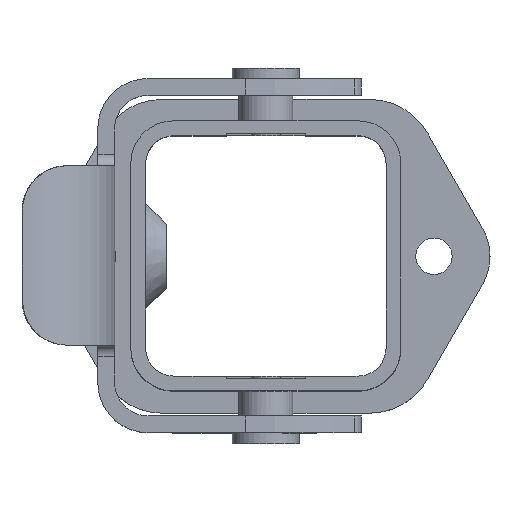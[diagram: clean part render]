
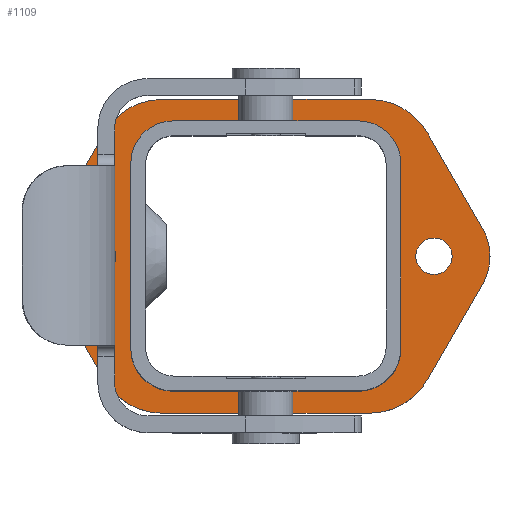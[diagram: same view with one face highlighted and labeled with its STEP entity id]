
A CAD part, top view. The second image highlights one B-rep face of the part: STEP entity #1109.
In plain terms, the highlighted planar face has unit normal (0, 0, 1).
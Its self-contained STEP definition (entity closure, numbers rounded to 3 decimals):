
#959=FACE_BOUND('',#1805,.T.);
#960=FACE_BOUND('',#1806,.T.);
#961=FACE_BOUND('',#1807,.T.);
#962=FACE_BOUND('',#1808,.T.);
#1109=ADVANCED_FACE('',(#959,#960,#961,#962),#1330,.T.);
#1330=PLANE('',#5984);
#1805=EDGE_LOOP('',(#2799,#2800,#2801,#2802,#2803,#2804,#2805,#2806));
#1806=EDGE_LOOP('',(#2807,#2808,#2809,#2810,#2811,#2812,#2813,#2814,#2815,
#2816,#2817,#2818));
#1807=EDGE_LOOP('',(#2819));
#1808=EDGE_LOOP('',(#2820));
#2094=CIRCLE('',#5939,3.8);
#2097=CIRCLE('',#5944,3.8);
#2103=CIRCLE('',#5952,3.8);
#2106=CIRCLE('',#5957,3.8);
#2111=CIRCLE('',#5966,5.);
#2113=CIRCLE('',#5972,5.);
#2114=CIRCLE('',#5975,1.625);
#2115=CIRCLE('',#5977,1.625);
#2116=CIRCLE('',#5980,6.);
#2117=CIRCLE('',#5981,6.);
#2118=CIRCLE('',#5982,6.);
#2119=CIRCLE('',#5983,6.);
#2799=ORIENTED_EDGE('',*,*,#4336,.T.);
#2800=ORIENTED_EDGE('',*,*,#4338,.T.);
#2801=ORIENTED_EDGE('',*,*,#4307,.F.);
#2802=ORIENTED_EDGE('',*,*,#4311,.F.);
#2803=ORIENTED_EDGE('',*,*,#4315,.F.);
#2804=ORIENTED_EDGE('',*,*,#4318,.T.);
#2805=ORIENTED_EDGE('',*,*,#4329,.T.);
#2806=ORIENTED_EDGE('',*,*,#4332,.T.);
#2807=ORIENTED_EDGE('',*,*,#4362,.T.);
#2808=ORIENTED_EDGE('',*,*,#4365,.T.);
#2809=ORIENTED_EDGE('',*,*,#4368,.F.);
#2810=ORIENTED_EDGE('',*,*,#4375,.F.);
#2811=ORIENTED_EDGE('',*,*,#4374,.F.);
#2812=ORIENTED_EDGE('',*,*,#4376,.F.);
#2813=ORIENTED_EDGE('',*,*,#4348,.F.);
#2814=ORIENTED_EDGE('',*,*,#4351,.T.);
#2815=ORIENTED_EDGE('',*,*,#4354,.T.);
#2816=ORIENTED_EDGE('',*,*,#4377,.T.);
#2817=ORIENTED_EDGE('',*,*,#4358,.T.);
#2818=ORIENTED_EDGE('',*,*,#4378,.T.);
#2819=ORIENTED_EDGE('',*,*,#4370,.F.);
#2820=ORIENTED_EDGE('',*,*,#4369,.F.);
#3779=VERTEX_POINT('',#8418);
#3781=VERTEX_POINT('',#8421);
#3783=VERTEX_POINT('',#8427);
#3786=VERTEX_POINT('',#8435);
#3788=VERTEX_POINT('',#8441);
#3798=VERTEX_POINT('',#8463);
#3800=VERTEX_POINT('',#8469);
#3803=VERTEX_POINT('',#8477);
#3809=VERTEX_POINT('',#8497);
#3812=VERTEX_POINT('',#8502);
#3814=VERTEX_POINT('',#8508);
#3816=VERTEX_POINT('',#8514);
#3817=VERTEX_POINT('',#8518);
#3820=VERTEX_POINT('',#8523);
#3821=VERTEX_POINT('',#8527);
#3824=VERTEX_POINT('',#8532);
#3826=VERTEX_POINT('',#8538);
#3828=VERTEX_POINT('',#8544);
#3829=VERTEX_POINT('',#8548);
#3830=VERTEX_POINT('',#8551);
#3831=VERTEX_POINT('',#8554);
#3834=VERTEX_POINT('',#8559);
#4307=EDGE_CURVE('',#3779,#3781,#4874,.T.);
#4311=EDGE_CURVE('',#3783,#3779,#2094,.T.);
#4315=EDGE_CURVE('',#3786,#3783,#4879,.T.);
#4318=EDGE_CURVE('',#3786,#3788,#2097,.T.);
#4329=EDGE_CURVE('',#3788,#3798,#4887,.T.);
#4332=EDGE_CURVE('',#3798,#3800,#2103,.T.);
#4336=EDGE_CURVE('',#3800,#3803,#4891,.T.);
#4338=EDGE_CURVE('',#3803,#3781,#2106,.T.);
#4348=EDGE_CURVE('',#3812,#3809,#4899,.T.);
#4351=EDGE_CURVE('',#3812,#3814,#2111,.T.);
#4354=EDGE_CURVE('',#3814,#3816,#4903,.T.);
#4358=EDGE_CURVE('',#3817,#3820,#4907,.T.);
#4362=EDGE_CURVE('',#3821,#3824,#4911,.T.);
#4365=EDGE_CURVE('',#3824,#3826,#2113,.T.);
#4368=EDGE_CURVE('',#3828,#3826,#4915,.T.);
#4369=EDGE_CURVE('',#3829,#3829,#2114,.T.);
#4370=EDGE_CURVE('',#3830,#3830,#2115,.T.);
#4374=EDGE_CURVE('',#3834,#3831,#4919,.T.);
#4375=EDGE_CURVE('',#3831,#3828,#2116,.T.);
#4376=EDGE_CURVE('',#3809,#3834,#2117,.T.);
#4377=EDGE_CURVE('',#3816,#3817,#2118,.T.);
#4378=EDGE_CURVE('',#3820,#3821,#2119,.T.);
#4874=LINE('',#8420,#5352);
#4879=LINE('',#8437,#5357);
#4887=LINE('',#8465,#5365);
#4891=LINE('',#8479,#5369);
#4899=LINE('',#8503,#5377);
#4903=LINE('',#8515,#5381);
#4907=LINE('',#8524,#5385);
#4911=LINE('',#8533,#5389);
#4915=LINE('',#8545,#5393);
#4919=LINE('',#8560,#5397);
#5352=VECTOR('',#6779,1.);
#5357=VECTOR('',#6794,1.);
#5365=VECTOR('',#6818,1.);
#5369=VECTOR('',#6832,1.);
#5377=VECTOR('',#6856,1.);
#5381=VECTOR('',#6868,1.);
#5385=VECTOR('',#6874,1.);
#5389=VECTOR('',#6880,1.);
#5393=VECTOR('',#6892,1.);
#5397=VECTOR('',#6906,1.);
#5939=AXIS2_PLACEMENT_3D('',#8429,#6785,#6786);
#5944=AXIS2_PLACEMENT_3D('',#8443,#6799,#6800);
#5952=AXIS2_PLACEMENT_3D('',#8471,#6823,#6824);
#5957=AXIS2_PLACEMENT_3D('',#8482,#6836,#6837);
#5966=AXIS2_PLACEMENT_3D('',#8509,#6862,#6863);
#5972=AXIS2_PLACEMENT_3D('',#8539,#6886,#6887);
#5975=AXIS2_PLACEMENT_3D('',#8547,#6895,#6896);
#5977=AXIS2_PLACEMENT_3D('',#8550,#6899,#6900);
#5980=AXIS2_PLACEMENT_3D('',#8562,#6909,#6910);
#5981=AXIS2_PLACEMENT_3D('',#8563,#6911,#6912);
#5982=AXIS2_PLACEMENT_3D('',#8564,#6913,#6914);
#5983=AXIS2_PLACEMENT_3D('',#8565,#6915,#6916);
#5984=AXIS2_PLACEMENT_3D('',#8566,#6917,#6918);
#6779=DIRECTION('',(0.,-1.,0.));
#6785=DIRECTION('',(0.,0.,1.));
#6786=DIRECTION('',(1.,0.,0.));
#6794=DIRECTION('',(-1.,0.,0.));
#6799=DIRECTION('',(0.,0.,-1.));
#6800=DIRECTION('',(1.,0.,0.));
#6818=DIRECTION('',(0.,-1.,0.));
#6823=DIRECTION('',(0.,0.,-1.));
#6824=DIRECTION('',(1.,0.,0.));
#6832=DIRECTION('',(-1.,0.,0.));
#6836=DIRECTION('',(0.,0.,-1.));
#6837=DIRECTION('',(1.,0.,0.));
#6856=DIRECTION('',(-0.5,-0.866,0.));
#6862=DIRECTION('',(0.,0.,1.));
#6863=DIRECTION('',(1.,0.,0.));
#6868=DIRECTION('',(-0.5,0.866,0.));
#6874=DIRECTION('',(-1.,0.,0.));
#6880=DIRECTION('',(-0.5,-0.866,0.));
#6886=DIRECTION('',(0.,0.,1.));
#6887=DIRECTION('',(1.,0.,0.));
#6892=DIRECTION('',(-0.5,0.866,0.));
#6895=DIRECTION('',(0.,0.,1.));
#6896=DIRECTION('',(1.,0.,0.));
#6899=DIRECTION('',(0.,0.,1.));
#6900=DIRECTION('',(1.,0.,0.));
#6906=DIRECTION('',(-1.,0.,0.));
#6909=DIRECTION('',(0.,0.,-1.));
#6910=DIRECTION('',(1.,0.,0.));
#6911=DIRECTION('',(0.,0.,-1.));
#6912=DIRECTION('',(1.,0.,0.));
#6913=DIRECTION('',(0.,0.,1.));
#6914=DIRECTION('',(1.,0.,0.));
#6915=DIRECTION('',(0.,0.,1.));
#6916=DIRECTION('',(1.,0.,0.));
#6917=DIRECTION('',(0.,0.,1.));
#6918=DIRECTION('',(1.,0.,0.));
#8418=CARTESIAN_POINT('',(-12.05,8.25,-20.));
#8420=CARTESIAN_POINT('',(-12.05,-8.25,-20.));
#8421=CARTESIAN_POINT('',(-12.05,-8.25,-20.));
#8427=CARTESIAN_POINT('',(-8.25,12.05,-20.));
#8429=CARTESIAN_POINT('',(-8.25,8.25,-20.));
#8435=CARTESIAN_POINT('',(8.25,12.05,-20.));
#8437=CARTESIAN_POINT('',(-8.25,12.05,-20.));
#8441=CARTESIAN_POINT('',(12.05,8.25,-20.));
#8443=CARTESIAN_POINT('',(8.25,8.25,-20.));
#8463=CARTESIAN_POINT('',(12.05,-8.25,-20.));
#8465=CARTESIAN_POINT('',(12.05,0.,-20.));
#8469=CARTESIAN_POINT('',(8.25,-12.05,-20.));
#8471=CARTESIAN_POINT('',(8.25,-8.25,-20.));
#8477=CARTESIAN_POINT('',(-8.25,-12.05,-20.));
#8479=CARTESIAN_POINT('',(15.,-12.05,-20.));
#8482=CARTESIAN_POINT('',(-8.25,-8.25,-20.));
#8497=CARTESIAN_POINT('',(14.423,-11.,-20.));
#8502=CARTESIAN_POINT('',(19.33,-2.5,-20.));
#8503=CARTESIAN_POINT('',(12.691,-14.,-20.));
#8508=CARTESIAN_POINT('',(19.33,2.5,-20.));
#8509=CARTESIAN_POINT('',(15.,0.,-20.));
#8514=CARTESIAN_POINT('',(14.423,11.,-20.));
#8515=CARTESIAN_POINT('',(19.33,2.5,-20.));
#8518=CARTESIAN_POINT('',(9.226,14.,-20.));
#8523=CARTESIAN_POINT('',(-9.226,14.,-20.));
#8524=CARTESIAN_POINT('',(15.,14.,-20.));
#8527=CARTESIAN_POINT('',(-14.423,11.,-20.));
#8532=CARTESIAN_POINT('',(-19.33,2.5,-20.));
#8533=CARTESIAN_POINT('',(-11.83,15.49,-20.));
#8538=CARTESIAN_POINT('',(-19.33,-2.5,-20.));
#8539=CARTESIAN_POINT('',(-15.,0.,-20.));
#8544=CARTESIAN_POINT('',(-14.423,-11.,-20.));
#8545=CARTESIAN_POINT('',(-19.33,-2.5,-20.));
#8547=CARTESIAN_POINT('',(-15.,0.,-20.));
#8548=CARTESIAN_POINT('',(-13.375,0.,-20.));
#8550=CARTESIAN_POINT('',(15.,0.,-20.));
#8551=CARTESIAN_POINT('',(16.625,0.,-20.));
#8554=CARTESIAN_POINT('',(-9.226,-14.,-20.));
#8559=CARTESIAN_POINT('',(9.226,-14.,-20.));
#8560=CARTESIAN_POINT('',(-12.691,-14.,-20.));
#8562=CARTESIAN_POINT('',(-9.226,-8.,-20.));
#8563=CARTESIAN_POINT('',(9.226,-8.,-20.));
#8564=CARTESIAN_POINT('',(9.226,8.,-20.));
#8565=CARTESIAN_POINT('',(-9.226,8.,-20.));
#8566=CARTESIAN_POINT('',(15.,0.,-20.));
